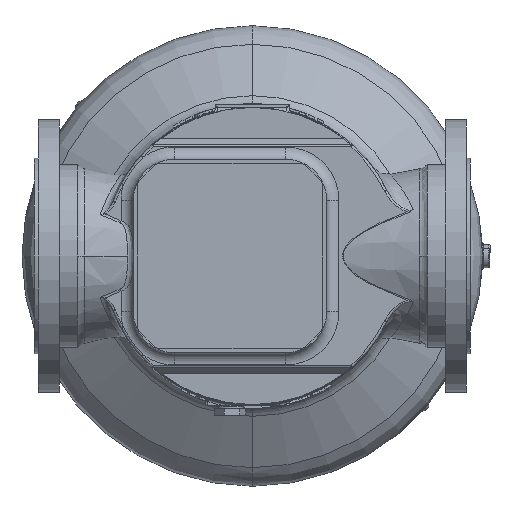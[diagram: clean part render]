
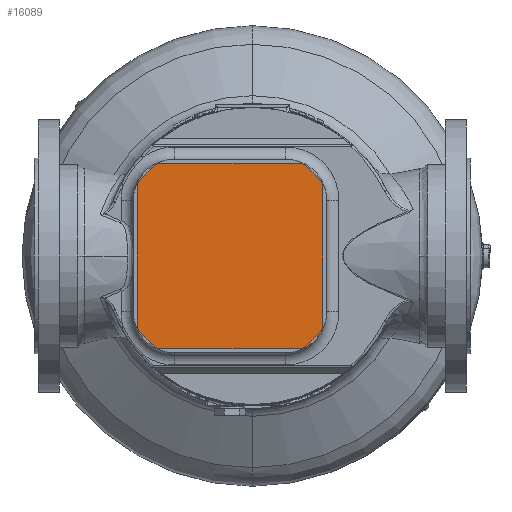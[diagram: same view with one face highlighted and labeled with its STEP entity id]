
A CAD part, front view. The second image highlights one B-rep face of the part: STEP entity #16089.
In plain terms, the highlighted planar face has unit normal (0, -1, 0).
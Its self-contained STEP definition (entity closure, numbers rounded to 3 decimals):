
#393 = VERTEX_POINT ( 'NONE', #18243 ) ;
#932 = VERTEX_POINT ( 'NONE', #24145 ) ;
#1770 = VECTOR ( 'NONE', #29210, 1000. ) ;
#2465 = PLANE ( 'NONE',  #3391 ) ;
#3391 = AXIS2_PLACEMENT_3D ( 'NONE', #5502, #22653, #7877 ) ;
#4052 = EDGE_CURVE ( 'Defeature ausgef�hrt1_247+Defeature ausgef�hrt1_244+Defeature ausgef�hrt1_243+Defeature ausgef�hrt1_245', #932, #5627, #27523, .T. ) ;
#5104 = VERTEX_POINT ( 'NONE', #16715 ) ;
#5163 = ORIENTED_EDGE ( 'NONE', *, *, #28931, .T. ) ;
#5502 = CARTESIAN_POINT ( 'NONE',  ( -18., -88.5, 0. ) ) ;
#5627 = VERTEX_POINT ( 'NONE', #26276 ) ;
#6943 = CIRCLE ( 'NONE', #18088, 95. ) ;
#7401 = CARTESIAN_POINT ( 'NONE',  ( -18., -88.5, 0. ) ) ;
#7718 = FACE_OUTER_BOUND ( 'NONE', #14296, .T. ) ;
#7877 = DIRECTION ( 'NONE',  ( -1., 0., 0. ) ) ;
#8209 = LINE ( 'NONE', #11789, #1770 ) ;
#8513 = VERTEX_POINT ( 'NONE', #25463 ) ;
#9395 = DIRECTION ( 'NONE',  ( 0., -1., 0. ) ) ;
#9585 = AXIS2_PLACEMENT_3D ( 'NONE', #24956, #10109, #27476 ) ;
#9883 = VERTEX_POINT ( 'NONE', #14511 ) ;
#9885 = DIRECTION ( 'NONE',  ( -1., 0., 0. ) ) ;
#9941 = ORIENTED_EDGE ( 'NONE', *, *, #22748, .T. ) ;
#10109 = DIRECTION ( 'NONE',  ( 0., -1., 0. ) ) ;
#10428 = CIRCLE ( 'NONE', #9585, 95. ) ;
#11789 = CARTESIAN_POINT ( 'NONE',  ( 40.31, -88.5, -75. ) ) ;
#12724 = CARTESIAN_POINT ( 'NONE',  ( -18., -88.5, 0. ) ) ;
#12905 = CARTESIAN_POINT ( 'NONE',  ( -93., -88.5, -58.31 ) ) ;
#13232 = VECTOR ( 'NONE', #25287, 1000. ) ;
#13525 = CARTESIAN_POINT ( 'NONE',  ( 57., -88.5, -58.31 ) ) ;
#14296 = EDGE_LOOP ( 'NONE', ( #27962, #28494, #5163, #19480, #23235, #21009, #21184, #9941 ) ) ;
#14511 = CARTESIAN_POINT ( 'NONE',  ( 40.31, -88.5, -75. ) ) ;
#14572 = VERTEX_POINT ( 'NONE', #25962 ) ;
#14679 = EDGE_CURVE ( 'Defeature ausgef�hrt1_247+Defeature ausgef�hrt1_245+Defeature ausgef�hrt1_244+Defeature ausgef�hrt1_246', #5627, #8513, #26616, .T. ) ;
#15218 = DIRECTION ( 'NONE',  ( -1., 0., 0. ) ) ;
#16089 = ADVANCED_FACE ( 'Defeature ausgef�hrt1_247', ( #7718 ), #2465, .T. ) ;
#16486 = VERTEX_POINT ( 'NONE', #21957 ) ;
#16715 = CARTESIAN_POINT ( 'NONE',  ( 57., -88.5, -58.31 ) ) ;
#17695 = DIRECTION ( 'NONE',  ( -1., 0., 0. ) ) ;
#18088 = AXIS2_PLACEMENT_3D ( 'NONE', #7401, #24717, #9885 ) ;
#18170 = CIRCLE ( 'NONE', #28015, 95. ) ;
#18243 = CARTESIAN_POINT ( 'NONE',  ( -76.31, -88.5, -75. ) ) ;
#18615 = DIRECTION ( 'NONE',  ( 0., 0., 1. ) ) ;
#19480 = ORIENTED_EDGE ( 'NONE', *, *, #27106, .T. ) ;
#20524 = VECTOR ( 'NONE', #18615, 1000. ) ;
#20791 = EDGE_CURVE ( 'Defeature ausgef�hrt1_247+Defeature ausgef�hrt1_239+Defeature ausgef�hrt1_246+Defeature ausgef�hrt1_240', #14572, #393, #18170, .T. ) ;
#21009 = ORIENTED_EDGE ( 'NONE', *, *, #4052, .T. ) ;
#21184 = ORIENTED_EDGE ( 'NONE', *, *, #14679, .T. ) ;
#21957 = CARTESIAN_POINT ( 'NONE',  ( 57., -88.5, 58.31 ) ) ;
#22054 = EDGE_CURVE ( 'Defeature ausgef�hrt1_247+Defeature ausgef�hrt1_240+Defeature ausgef�hrt1_239+Defeature ausgef�hrt1_241', #393, #9883, #8209, .T. ) ;
#22653 = DIRECTION ( 'NONE',  ( 0., -1., 0. ) ) ;
#22748 = EDGE_CURVE ( 'Defeature ausgef�hrt1_247+Defeature ausgef�hrt1_246+Defeature ausgef�hrt1_245+Defeature ausgef�hrt1_239', #8513, #14572, #23719, .T. ) ;
#23235 = ORIENTED_EDGE ( 'NONE', *, *, #30424, .T. ) ;
#23719 = LINE ( 'NONE', #12905, #13232 ) ;
#24005 = AXIS2_PLACEMENT_3D ( 'NONE', #24195, #9395, #26719 ) ;
#24145 = CARTESIAN_POINT ( 'NONE',  ( 40.31, -88.5, 75. ) ) ;
#24195 = CARTESIAN_POINT ( 'NONE',  ( -18., -88.5, 0. ) ) ;
#24717 = DIRECTION ( 'NONE',  ( 0., -1., 0. ) ) ;
#24956 = CARTESIAN_POINT ( 'NONE',  ( -18., -88.5, 0. ) ) ;
#25287 = DIRECTION ( 'NONE',  ( 0., 0., -1. ) ) ;
#25463 = CARTESIAN_POINT ( 'NONE',  ( -93., -88.5, 58.31 ) ) ;
#25527 = VECTOR ( 'NONE', #17695, 1000. ) ;
#25962 = CARTESIAN_POINT ( 'NONE',  ( -93., -88.5, -58.31 ) ) ;
#26276 = CARTESIAN_POINT ( 'NONE',  ( -76.31, -88.5, 75. ) ) ;
#26616 = CIRCLE ( 'NONE', #24005, 95. ) ;
#26719 = DIRECTION ( 'NONE',  ( -1., 0., 0. ) ) ;
#26929 = CARTESIAN_POINT ( 'NONE',  ( 40.31, -88.5, 75. ) ) ;
#27106 = EDGE_CURVE ( 'Defeature ausgef�hrt1_247+Defeature ausgef�hrt1_242+Defeature ausgef�hrt1_241+Defeature ausgef�hrt1_243', #5104, #16486, #27271, .T. ) ;
#27271 = LINE ( 'NONE', #13525, #20524 ) ;
#27476 = DIRECTION ( 'NONE',  ( -1., 0., 0. ) ) ;
#27523 = LINE ( 'NONE', #26929, #25527 ) ;
#27962 = ORIENTED_EDGE ( 'NONE', *, *, #20791, .T. ) ;
#28015 = AXIS2_PLACEMENT_3D ( 'NONE', #12724, #30175, #15218 ) ;
#28494 = ORIENTED_EDGE ( 'NONE', *, *, #22054, .T. ) ;
#28931 = EDGE_CURVE ( 'Defeature ausgef�hrt1_247+Defeature ausgef�hrt1_241+Defeature ausgef�hrt1_240+Defeature ausgef�hrt1_242', #9883, #5104, #6943, .T. ) ;
#29210 = DIRECTION ( 'NONE',  ( 1., 0., 0. ) ) ;
#30175 = DIRECTION ( 'NONE',  ( 0., -1., 0. ) ) ;
#30424 = EDGE_CURVE ( 'Defeature ausgef�hrt1_247+Defeature ausgef�hrt1_243+Defeature ausgef�hrt1_242+Defeature ausgef�hrt1_244', #16486, #932, #10428, .T. ) ;
